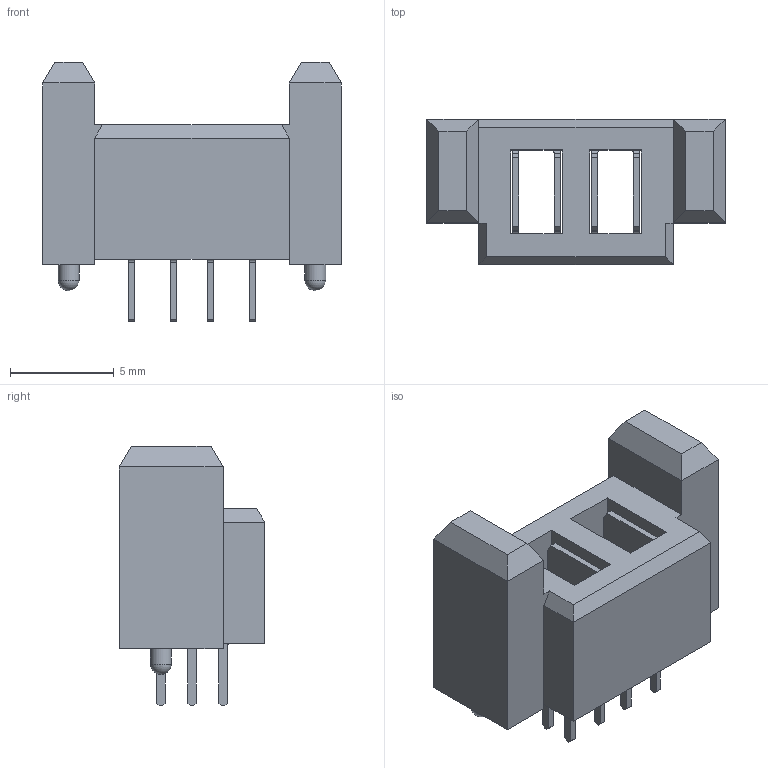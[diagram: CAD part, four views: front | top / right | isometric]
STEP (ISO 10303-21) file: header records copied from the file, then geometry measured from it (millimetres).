
FILE_DESCRIPTION(/* description */ ('STEP AP214'),/* implementation_level */ '2;1');
FILE_NAME(/* name */ 'UPS-02-07.0-01-L-V',/* time_stamp */ '2024-03-28T00:33:07+01:00',/* author */ ('License CC BY-ND 4.0'),/* organization */ ('CADENAS'),/* preprocessor_version */ 'ST-DEVELOPER v19.3',/* originating_system */ 'PARTsolutions',/* authorisation */ ' ');
FILE_SCHEMA (('AUTOMOTIVE_DESIGN {1 0 10303 214 3 1 1}'));
Length unit declared in the file: millimetre
Products named in the file (3): UPS-02-07.0-01-L-V; T1UPS-02-07-01-L-V; P2UPS-02-07-01-L-V
Assembly tree (2 placements, depth 2):
  UPS-02-07.0-01-L-V
    T1UPS-02-07-01-L-V
    P2UPS-02-07-01-L-V
Bounding box: 14.38 x 7 x 12.5 mm (x, y, z)
Volume: 546 mm3; surface area: 988.3 mm2
Topology: 2 solids, 2 shells, 231 faces, 668 edges, 441 vertices
Faces by surface type: plane 187, cylinder 42, sphere 2
Full cylindrical faces by diameter (mm): 1 x2
Entity records: 7555 total; most frequent: CARTESIAN_POINT 1357, ORIENTED_EDGE 1322, DIRECTION 1213, EDGE_CURVE 661, LINE 561, VECTOR 561, VERTEX_POINT 438, AXIS2_PLACEMENT_3D 326
